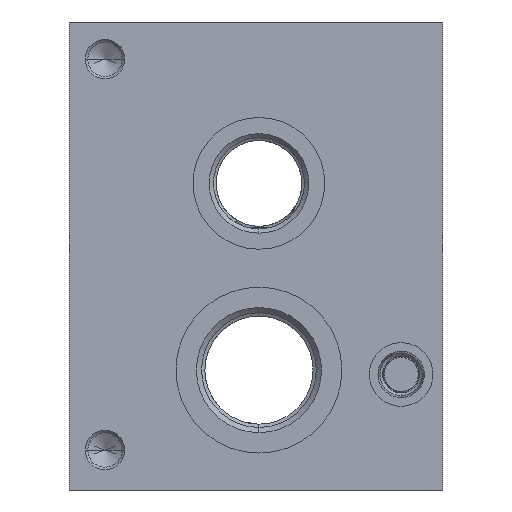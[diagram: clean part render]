
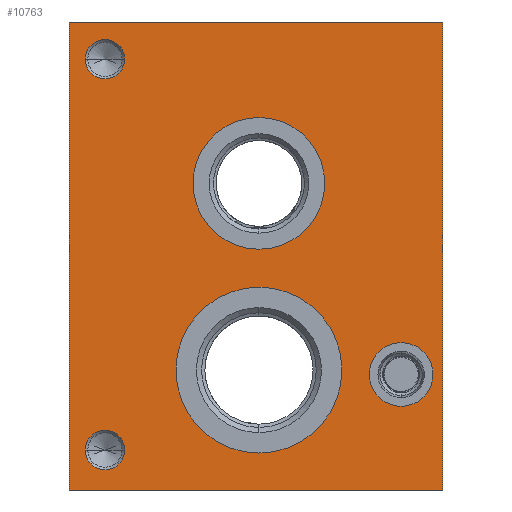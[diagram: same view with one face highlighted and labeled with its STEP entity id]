
A CAD part, front view. The second image highlights one B-rep face of the part: STEP entity #10763.
In plain terms, the highlighted planar face has unit normal (0, -1, 0).
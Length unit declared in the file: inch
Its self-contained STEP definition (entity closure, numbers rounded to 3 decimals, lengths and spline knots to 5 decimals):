
#5=DIRECTION('',(1.,0.,0.));
#6=VECTOR('',#5,3.938);
#7=CARTESIAN_POINT('',(0.,-16.25,0.));
#8=LINE('',#7,#6);
#95=DIRECTION('',(0.,0.,1.));
#96=VECTOR('',#95,4.938);
#97=CARTESIAN_POINT('',(3.938,-16.25,0.));
#98=LINE('',#97,#96);
#599=DIRECTION('',(0.,0.,1.));
#600=VECTOR('',#599,4.938);
#601=CARTESIAN_POINT('',(0.,-16.25,0.));
#602=LINE('',#601,#600);
#603=CARTESIAN_POINT('',(0.375,-16.25,0.422));
#604=DIRECTION('',(0.,1.,0.));
#605=DIRECTION('',(-1.,0.,0.));
#606=AXIS2_PLACEMENT_3D('',#603,#604,#605);
#608=CARTESIAN_POINT('',(0.375,-16.25,0.422));
#609=DIRECTION('',(0.,1.,0.));
#610=DIRECTION('',(1.,0.,0.));
#611=AXIS2_PLACEMENT_3D('',#608,#609,#610);
#613=CARTESIAN_POINT('',(0.375,-16.25,4.546));
#614=DIRECTION('',(0.,1.,0.));
#615=DIRECTION('',(-1.,0.,0.));
#616=AXIS2_PLACEMENT_3D('',#613,#614,#615);
#618=CARTESIAN_POINT('',(0.375,-16.25,4.546));
#619=DIRECTION('',(0.,1.,0.));
#620=DIRECTION('',(1.,0.,0.));
#621=AXIS2_PLACEMENT_3D('',#618,#619,#620);
#623=CARTESIAN_POINT('',(2.,-16.25,1.265));
#624=DIRECTION('',(0.,1.,0.));
#625=DIRECTION('',(0.,0.,-1.));
#626=AXIS2_PLACEMENT_3D('',#623,#624,#625);
#628=CARTESIAN_POINT('',(2.,-16.25,1.265));
#629=DIRECTION('',(0.,1.,0.));
#630=DIRECTION('',(0.,0.,1.));
#631=AXIS2_PLACEMENT_3D('',#628,#629,#630);
#633=CARTESIAN_POINT('',(2.,-16.25,3.235));
#634=DIRECTION('',(0.,1.,0.));
#635=DIRECTION('',(0.,0.,-1.));
#636=AXIS2_PLACEMENT_3D('',#633,#634,#635);
#638=CARTESIAN_POINT('',(2.,-16.25,3.235));
#639=DIRECTION('',(0.,1.,0.));
#640=DIRECTION('',(0.,0.,1.));
#641=AXIS2_PLACEMENT_3D('',#638,#639,#640);
#643=CARTESIAN_POINT('',(3.5,-16.25,1.219));
#644=DIRECTION('',(0.,1.,0.));
#645=DIRECTION('',(0.,0.,-1.));
#646=AXIS2_PLACEMENT_3D('',#643,#644,#645);
#648=CARTESIAN_POINT('',(3.5,-16.25,1.219));
#649=DIRECTION('',(0.,1.,0.));
#650=DIRECTION('',(0.,0.,1.));
#651=AXIS2_PLACEMENT_3D('',#648,#649,#650);
#665=DIRECTION('',(1.,0.,0.));
#666=VECTOR('',#665,3.938);
#667=CARTESIAN_POINT('',(0.,-16.25,4.938));
#668=LINE('',#667,#666);
#8748=CARTESIAN_POINT('',(0.,-16.25,0.));
#8750=VERTEX_POINT('',#8748);
#8751=CARTESIAN_POINT('',(3.938,-16.25,0.));
#8752=VERTEX_POINT('',#8751);
#8756=CARTESIAN_POINT('',(0.,-16.25,4.938));
#8758=VERTEX_POINT('',#8756);
#8759=CARTESIAN_POINT('',(3.938,-16.25,4.938));
#8760=VERTEX_POINT('',#8759);
#9791=CARTESIAN_POINT('',(0.167,-16.25,0.422));
#9793=VERTEX_POINT('',#9791);
#9795=CARTESIAN_POINT('',(0.583,-16.25,0.422));
#9797=VERTEX_POINT('',#9795);
#9805=CARTESIAN_POINT('',(0.167,-16.25,4.546));
#9807=VERTEX_POINT('',#9805);
#9809=CARTESIAN_POINT('',(0.583,-16.25,4.546));
#9811=VERTEX_POINT('',#9809);
#9829=CARTESIAN_POINT('',(2.,-16.25,0.39));
#9830=CARTESIAN_POINT('',(2.,-16.25,2.14));
#9831=VERTEX_POINT('',#9829);
#9832=VERTEX_POINT('',#9830);
#9871=CARTESIAN_POINT('',(2.,-16.25,2.54));
#9872=CARTESIAN_POINT('',(2.,-16.25,3.93));
#9873=VERTEX_POINT('',#9871);
#9874=VERTEX_POINT('',#9872);
#9922=CARTESIAN_POINT('',(3.5,-16.25,0.883));
#9923=CARTESIAN_POINT('',(3.5,-16.25,1.555));
#9924=VERTEX_POINT('',#9922);
#9925=VERTEX_POINT('',#9923);
#10721=CARTESIAN_POINT('',(0.,-16.25,0.));
#10722=DIRECTION('',(0.,-1.,0.));
#10723=DIRECTION('',(1.,0.,0.));
#10724=AXIS2_PLACEMENT_3D('',#10721,#10722,#10723);
#10725=PLANE('',#10724);
#10726=ORIENTED_EDGE('',*,*,#10327,.F.);
#10727=ORIENTED_EDGE('',*,*,#10358,.T.);
#10729=ORIENTED_EDGE('',*,*,#10728,.T.);
#10730=ORIENTED_EDGE('',*,*,#10413,.F.);
#10731=EDGE_LOOP('',(#10726,#10727,#10729,#10730));
#10732=FACE_OUTER_BOUND('',#10731,.F.);
#10734=ORIENTED_EDGE('',*,*,#10733,.F.);
#10736=ORIENTED_EDGE('',*,*,#10735,.F.);
#10737=EDGE_LOOP('',(#10734,#10736));
#10738=FACE_BOUND('',#10737,.F.);
#10740=ORIENTED_EDGE('',*,*,#10739,.F.);
#10742=ORIENTED_EDGE('',*,*,#10741,.F.);
#10743=EDGE_LOOP('',(#10740,#10742));
#10744=FACE_BOUND('',#10743,.F.);
#10746=ORIENTED_EDGE('',*,*,#10745,.F.);
#10748=ORIENTED_EDGE('',*,*,#10747,.F.);
#10749=EDGE_LOOP('',(#10746,#10748));
#10750=FACE_BOUND('',#10749,.F.);
#10752=ORIENTED_EDGE('',*,*,#10751,.F.);
#10754=ORIENTED_EDGE('',*,*,#10753,.F.);
#10755=EDGE_LOOP('',(#10752,#10754));
#10756=FACE_BOUND('',#10755,.F.);
#10758=ORIENTED_EDGE('',*,*,#10757,.F.);
#10760=ORIENTED_EDGE('',*,*,#10759,.F.);
#10761=EDGE_LOOP('',(#10758,#10760));
#10762=FACE_BOUND('',#10761,.F.);
#10763=ADVANCED_FACE('',(#10732,#10738,#10744,#10750,#10756,#10762),#10725,.T.);
#607=CIRCLE('',#606,0.208);
#612=CIRCLE('',#611,0.208);
#617=CIRCLE('',#616,0.208);
#622=CIRCLE('',#621,0.208);
#627=CIRCLE('',#626,0.875);
#632=CIRCLE('',#631,0.875);
#637=CIRCLE('',#636,0.695);
#642=CIRCLE('',#641,0.695);
#647=CIRCLE('',#646,0.336);
#652=CIRCLE('',#651,0.336);
#10327=EDGE_CURVE('',#8750,#8752,#8,.T.);
#10358=EDGE_CURVE('',#8750,#8758,#602,.T.);
#10413=EDGE_CURVE('',#8752,#8760,#98,.T.);
#10728=EDGE_CURVE('',#8758,#8760,#668,.T.);
#10733=EDGE_CURVE('',#9793,#9797,#607,.T.);
#10735=EDGE_CURVE('',#9797,#9793,#612,.T.);
#10739=EDGE_CURVE('',#9807,#9811,#617,.T.);
#10741=EDGE_CURVE('',#9811,#9807,#622,.T.);
#10745=EDGE_CURVE('',#9831,#9832,#627,.T.);
#10747=EDGE_CURVE('',#9832,#9831,#632,.T.);
#10751=EDGE_CURVE('',#9873,#9874,#637,.T.);
#10753=EDGE_CURVE('',#9874,#9873,#642,.T.);
#10757=EDGE_CURVE('',#9924,#9925,#647,.T.);
#10759=EDGE_CURVE('',#9925,#9924,#652,.T.);
